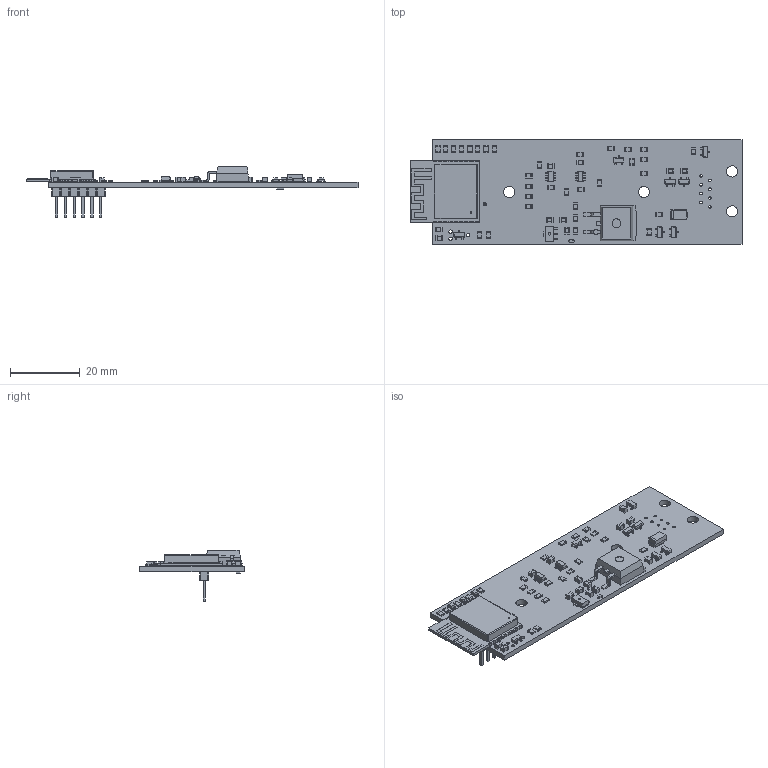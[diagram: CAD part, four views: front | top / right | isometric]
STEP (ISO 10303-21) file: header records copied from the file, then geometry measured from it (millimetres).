
FILE_DESCRIPTION(('KiCad electronic assembly'),'2;1');
FILE_NAME('OnionStraws.step','2025-05-28T17:00:52',('Pcbnew'),('Kicad'), 'Open CASCADE STEP processor 7.8','KiCad to STEP converter','Unknown' );
FILE_SCHEMA(('AUTOMOTIVE_DESIGN { 1 0 10303 214 1 1 1 1 }'));
Length unit declared in the file: millimetre
Products named in the file (24): OnionStraws 1; C_0805_2012Metric; R_0805_2012Metric; SOT-23; SOT_23; LED_0805_2012Metric; SOT-23-6; SOT_23_6; ESP32-C3-WROOM-02; TO-263-2; CQ assembly; D_SOD-523; D_SOD_523; SOT-89-3; D_SMA; PinHeader_1x06_P2.54mm_Vertical; PinHeader_1x06_P254mm_Vertical; OnionStraws_PCB
Assembly tree (69 placements, depth 3):
  OnionStraws 1
    C_0805_2012Metric  x14
      C_0805_2012Metric
    R_0805_2012Metric  x25
      R_0805_2012Metric
    SOT-23  x7
      SOT_23
    LED_0805_2012Metric  x3
      LED_0805_2012Metric
    SOT-23-6  x2
      SOT_23_6
    ESP32-C3-WROOM-02
      ESP32-C3-WROOM-02
    TO-263-2
      CQ assembly
    D_SOD-523
      D_SOD_523
    SOT-89-3
      CQ assembly
    D_SMA
      D_SMA
    PinHeader_1x06_P2.54mm_Vertical
      PinHeader_1x06_P254mm_Vertical
    OnionStraws_PCB
Bounding box: 95 x 30 x 14.66 mm (x, y, z)
Volume: 5683.9 mm3; surface area: 8777 mm2
Topology: 95 solids, 95 shells, 2674 faces, 6712 edges, 4272 vertices
Faces by surface type: plane 1803, cylinder 598, bspline 269, sphere 4
Full cylindrical faces by diameter (mm): 0.3 x12, 0.5 x1, 0.7 x1, 0.76 x8, 0.991 x3, 1 x6, 2.5 x1, 3.2 x4
Entity records: 36035 total; most frequent: CARTESIAN_POINT 5501, ORIENTED_EDGE 4952, DIRECTION 4652, EDGE_CURVE 2476, LINE 2102, VECTOR 2102, VERTEX_POINT 1588, AXIS2_PLACEMENT_3D 1275
